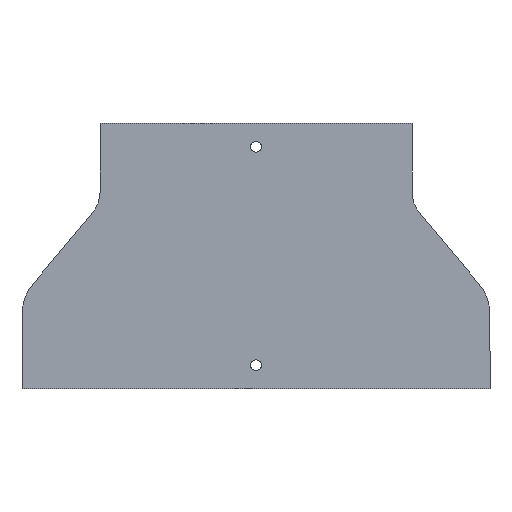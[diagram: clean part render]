
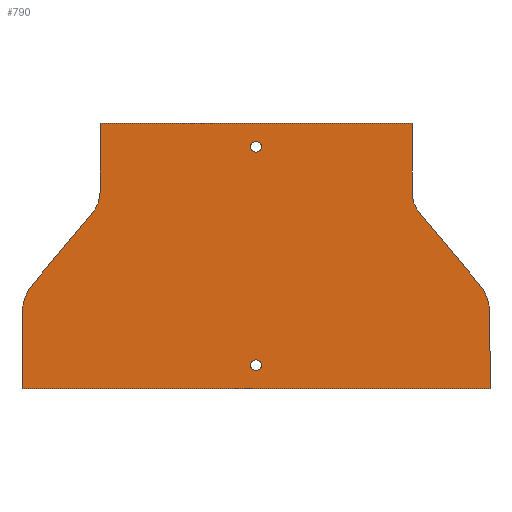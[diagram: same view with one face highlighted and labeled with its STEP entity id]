
A CAD part, front view. The second image highlights one B-rep face of the part: STEP entity #790.
In plain terms, the highlighted planar face has unit normal (0, -1, 0).
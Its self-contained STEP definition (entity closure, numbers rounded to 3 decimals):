
#32 = DIRECTION ( 'NONE',  ( 0., 0., -1. ) ) ;
#33 = DIRECTION ( 'NONE',  ( 0., -1., 0. ) ) ;
#34 = CARTESIAN_POINT ( 'NONE',  ( 0., 0., -15. ) ) ;
#156 = CARTESIAN_POINT ( 'NONE',  ( 0., 0., -18.5 ) ) ;
#171 = CARTESIAN_POINT ( 'NONE',  ( -100., 0., 0. ) ) ;
#172 = CARTESIAN_POINT ( 'NONE',  ( 100., 0., 0. ) ) ;
#178 = CARTESIAN_POINT ( 'NONE',  ( 0., 0., -158.5 ) ) ;
#180 = CARTESIAN_POINT ( 'NONE',  ( -100., 0., -44.139 ) ) ;
#185 = CARTESIAN_POINT ( 'NONE',  ( 143.047, 0., -103.035 ) ) ;
#194 = CARTESIAN_POINT ( 'NONE',  ( 100., 0., -44.139 ) ) ;
#201 = CARTESIAN_POINT ( 'NONE',  ( 150., 0., -122.241 ) ) ;
#205 = CARTESIAN_POINT ( 'NONE',  ( 104.636, 0., -56.942 ) ) ;
#218 = CARTESIAN_POINT ( 'NONE',  ( 150., 0., -170. ) ) ;
#226 = CARTESIAN_POINT ( 'NONE',  ( -150., 0., -170. ) ) ;
#240 = CARTESIAN_POINT ( 'NONE',  ( -150., 0., -122.241 ) ) ;
#248 = CARTESIAN_POINT ( 'NONE',  ( -104.636, 0., -56.942 ) ) ;
#266 = CARTESIAN_POINT ( 'NONE',  ( -143.047, 0., -103.035 ) ) ;
#393 = DIRECTION ( 'NONE',  ( 0., 0., -1. ) ) ;
#395 = CARTESIAN_POINT ( 'NONE',  ( 100., 0., 0. ) ) ;
#402 = DIRECTION ( 'NONE',  ( 0., 1., 0. ) ) ;
#404 = CARTESIAN_POINT ( 'NONE',  ( 104.636, 0., -56.942 ) ) ;
#408 = DIRECTION ( 'NONE',  ( 0.64, 0., -0.768 ) ) ;
#412 = DIRECTION ( 'NONE',  ( 0., 0., -1. ) ) ;
#440 = CARTESIAN_POINT ( 'NONE',  ( -100., 0., 0. ) ) ;
#448 = DIRECTION ( 'NONE',  ( 1., 0., 0. ) ) ;
#449 = CARTESIAN_POINT ( 'NONE',  ( -100., 0., 0. ) ) ;
#468 = DIRECTION ( 'NONE',  ( 0., 0., 1. ) ) ;
#470 = DIRECTION ( 'NONE',  ( 0., 1., 0. ) ) ;
#471 = CARTESIAN_POINT ( 'NONE',  ( -150., 0., -122.241 ) ) ;
#503 = DIRECTION ( 'NONE',  ( -1., 0., 0. ) ) ;
#504 = CARTESIAN_POINT ( 'NONE',  ( -150., 0., -170. ) ) ;
#506 = CARTESIAN_POINT ( 'NONE',  ( 150., 0., -122.241 ) ) ;
#511 = DIRECTION ( 'NONE',  ( 0., 0., -1. ) ) ;
#565 = CARTESIAN_POINT ( 'NONE',  ( 0., 0., -155. ) ) ;
#573 = DIRECTION ( 'NONE',  ( 0., 0., -1. ) ) ;
#574 = DIRECTION ( 'NONE',  ( 0., -1., 0. ) ) ;
#583 = DIRECTION ( 'NONE',  ( 0., 1., 0. ) ) ;
#594 = DIRECTION ( 'NONE',  ( 0., 0., 1. ) ) ;
#596 = CARTESIAN_POINT ( 'NONE',  ( -120., 0., -44.139 ) ) ;
#598 = CARTESIAN_POINT ( 'NONE',  ( 120., 0., -122.241 ) ) ;
#599 = DIRECTION ( 'NONE',  ( 0., 0., -1. ) ) ;
#604 = CARTESIAN_POINT ( 'NONE',  ( 120., 0., -44.139 ) ) ;
#605 = DIRECTION ( 'NONE',  ( 0., -1., 0. ) ) ;
#623 = DIRECTION ( 'NONE',  ( 0., 0., 1. ) ) ;
#624 = CARTESIAN_POINT ( 'NONE',  ( -104.636, 0., -56.942 ) ) ;
#626 = DIRECTION ( 'NONE',  ( 0.64, 0., 0.768 ) ) ;
#629 = CARTESIAN_POINT ( 'NONE',  ( -120., 0., -122.241 ) ) ;
#630 = DIRECTION ( 'NONE',  ( 0., 0., 1. ) ) ;
#644 = DIRECTION ( 'NONE',  ( 0., -1., 0. ) ) ;
#673 = PLANE ( 'NONE',  #1022 ) ;
#674 = CARTESIAN_POINT ( 'NONE',  ( -120., 0., -44.139 ) ) ;
#740 = DIRECTION ( 'NONE',  ( 0., 0., 1. ) ) ;
#790 = ADVANCED_FACE ( 'NONE', ( #1692, #1695, #1691 ), #673, .F. ) ;
#820 = EDGE_CURVE ( 'NONE', #1277, #1277, #1746, .T. ) ;
#822 = EDGE_CURVE ( 'NONE', #1550, #1610, #1749, .T. ) ;
#825 = EDGE_CURVE ( 'NONE', #1538, #1550, #1756, .T. ) ;
#828 = EDGE_CURVE ( 'NONE', #1554, #1538, #1761, .T. ) ;
#831 = EDGE_CURVE ( 'NONE', #1562, #1554, #1766, .T. ) ;
#845 = EDGE_CURVE ( 'NONE', #1568, #1562, #1790, .T. ) ;
#848 = EDGE_CURVE ( 'NONE', #1581, #1568, #1796, .T. ) ;
#859 = EDGE_CURVE ( 'NONE', #1587, #1581, #1049, .T. ) ;
#862 = EDGE_CURVE ( 'NONE', #1578, #1587, #1054, .T. ) ;
#865 = EDGE_CURVE ( 'NONE', #1602, #1578, #1059, .T. ) ;
#885 = EDGE_CURVE ( 'NONE', #1610, #1594, #1092, .T. ) ;
#886 = EDGE_CURVE ( 'NONE', #1594, #1593, #1094, .T. ) ;
#893 = EDGE_CURVE ( 'NONE', #1593, #1602, #1106, .T. ) ;
#973 = EDGE_CURVE ( 'NONE', #1273, #1273, #1240, .T. ) ;
#1022 = AXIS2_PLACEMENT_3D ( 'NONE', #674, #402, #740 ) ;
#1049 = CIRCLE ( 'NONE', #1342, 30. ) ;
#1054 = LINE ( 'NONE', #404, #1057 ) ;
#1057 = VECTOR ( 'NONE', #408, 1000. ) ;
#1059 = CIRCLE ( 'NONE', #1344, 20. ) ;
#1092 = LINE ( 'NONE', #440, #1095 ) ;
#1094 = LINE ( 'NONE', #449, #1097 ) ;
#1095 = VECTOR ( 'NONE', #594, 1000. ) ;
#1097 = VECTOR ( 'NONE', #448, 1000. ) ;
#1106 = LINE ( 'NONE', #395, #1109 ) ;
#1109 = VECTOR ( 'NONE', #393, 1000. ) ;
#1240 = CIRCLE ( 'NONE', #1379, 3.5 ) ;
#1273 = VERTEX_POINT ( 'NONE', #156 ) ;
#1277 = VERTEX_POINT ( 'NONE', #178 ) ;
#1325 = AXIS2_PLACEMENT_3D ( 'NONE', #565, #574, #573 ) ;
#1330 = AXIS2_PLACEMENT_3D ( 'NONE', #596, #644, #623 ) ;
#1332 = AXIS2_PLACEMENT_3D ( 'NONE', #629, #470, #468 ) ;
#1342 = AXIS2_PLACEMENT_3D ( 'NONE', #598, #583, #599 ) ;
#1344 = AXIS2_PLACEMENT_3D ( 'NONE', #604, #605, #412 ) ;
#1379 = AXIS2_PLACEMENT_3D ( 'NONE', #34, #33, #32 ) ;
#1443 = EDGE_LOOP ( 'NONE', ( #1868, #1869, #1870, #1871, #1872, #1873, #1874, #1875, #1876, #1877, #1878, #1879 ) ) ;
#1464 = EDGE_LOOP ( 'NONE', ( #1867 ) ) ;
#1468 = EDGE_LOOP ( 'NONE', ( #1866 ) ) ;
#1538 = VERTEX_POINT ( 'NONE', #266 ) ;
#1550 = VERTEX_POINT ( 'NONE', #248 ) ;
#1554 = VERTEX_POINT ( 'NONE', #240 ) ;
#1562 = VERTEX_POINT ( 'NONE', #226 ) ;
#1568 = VERTEX_POINT ( 'NONE', #218 ) ;
#1578 = VERTEX_POINT ( 'NONE', #205 ) ;
#1581 = VERTEX_POINT ( 'NONE', #201 ) ;
#1587 = VERTEX_POINT ( 'NONE', #185 ) ;
#1593 = VERTEX_POINT ( 'NONE', #172 ) ;
#1594 = VERTEX_POINT ( 'NONE', #171 ) ;
#1602 = VERTEX_POINT ( 'NONE', #194 ) ;
#1610 = VERTEX_POINT ( 'NONE', #180 ) ;
#1691 = FACE_OUTER_BOUND ( 'NONE', #1443, .T. ) ;
#1692 = FACE_BOUND ( 'NONE', #1468, .T. ) ;
#1695 = FACE_BOUND ( 'NONE', #1464, .T. ) ;
#1746 = CIRCLE ( 'NONE', #1325, 3.5 ) ;
#1749 = CIRCLE ( 'NONE', #1330, 20. ) ;
#1756 = LINE ( 'NONE', #624, #1759 ) ;
#1759 = VECTOR ( 'NONE', #626, 1000. ) ;
#1761 = CIRCLE ( 'NONE', #1332, 30. ) ;
#1766 = LINE ( 'NONE', #471, #1769 ) ;
#1769 = VECTOR ( 'NONE', #630, 1000. ) ;
#1790 = LINE ( 'NONE', #504, #1793 ) ;
#1793 = VECTOR ( 'NONE', #503, 1000. ) ;
#1796 = LINE ( 'NONE', #506, #1799 ) ;
#1799 = VECTOR ( 'NONE', #511, 1000. ) ;
#1866 = ORIENTED_EDGE ( 'NONE', *, *, #820, .F. ) ;
#1867 = ORIENTED_EDGE ( 'NONE', *, *, #973, .F. ) ;
#1868 = ORIENTED_EDGE ( 'NONE', *, *, #831, .F. ) ;
#1869 = ORIENTED_EDGE ( 'NONE', *, *, #845, .F. ) ;
#1870 = ORIENTED_EDGE ( 'NONE', *, *, #848, .F. ) ;
#1871 = ORIENTED_EDGE ( 'NONE', *, *, #859, .F. ) ;
#1872 = ORIENTED_EDGE ( 'NONE', *, *, #862, .F. ) ;
#1873 = ORIENTED_EDGE ( 'NONE', *, *, #865, .F. ) ;
#1874 = ORIENTED_EDGE ( 'NONE', *, *, #893, .F. ) ;
#1875 = ORIENTED_EDGE ( 'NONE', *, *, #886, .F. ) ;
#1876 = ORIENTED_EDGE ( 'NONE', *, *, #885, .F. ) ;
#1877 = ORIENTED_EDGE ( 'NONE', *, *, #822, .F. ) ;
#1878 = ORIENTED_EDGE ( 'NONE', *, *, #825, .F. ) ;
#1879 = ORIENTED_EDGE ( 'NONE', *, *, #828, .F. ) ;
